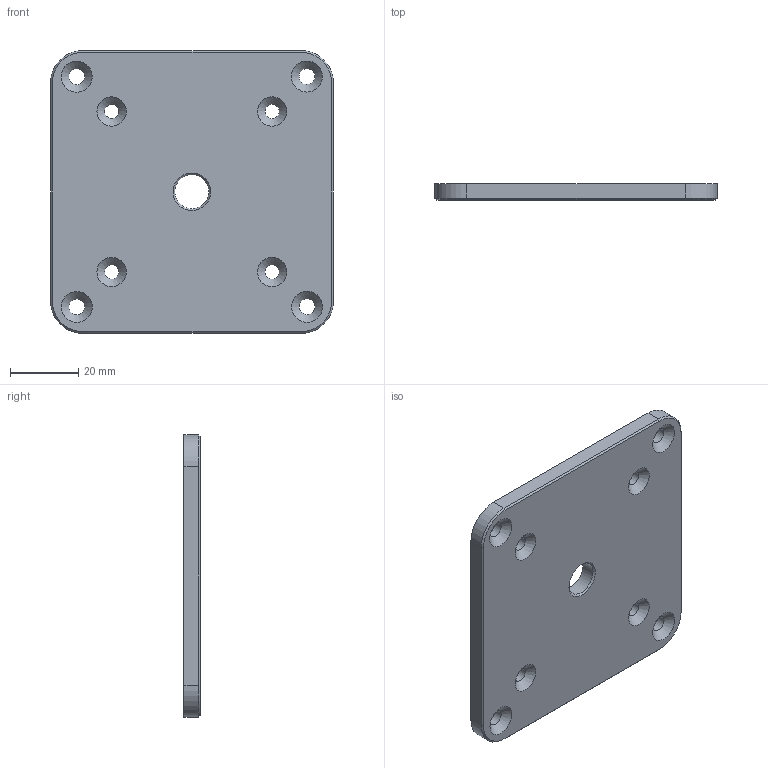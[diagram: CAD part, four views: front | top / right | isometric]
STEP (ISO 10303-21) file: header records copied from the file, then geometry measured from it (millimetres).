
FILE_DESCRIPTION(/* description */ (''),/* implementation_level */ '2;1');
FILE_NAME(/* name */ 'motorHangPlate_v7.step',/* time_stamp */ '2025-07-02T19:28:01-07:00',/* author */ (''),/* organization */ (''),/* preprocessor_version */ 'ST-DEVELOPER v20.1',/* originating_system */ 'Autodesk Translation Framework v14.10.0.0',/* authorisation */ '');
FILE_SCHEMA (('AUTOMOTIVE_DESIGN { 1 0 10303 214 3 1 1 }'));
Length unit declared in the file: millimetre
Products named in the file (1): 2025-06-24-18-44-07-871
Bounding box: 83 x 4.75 x 83 mm (x, y, z)
Volume: 30985.6 mm3; surface area: 15200.9 mm2
Topology: 1 solids, 1 shells, 36 faces, 85 edges, 51 vertices
Faces by surface type: cone 13, cylinder 13, plane 10
Full cylindrical faces by diameter (mm): 4.2 x4, 4.7 x4, 10 x1
Entity records: 1101 total; most frequent: DIRECTION 198, CARTESIAN_POINT 173, ORIENTED_EDGE 170, EDGE_CURVE 85, AXIS2_PLACEMENT_3D 76, EDGE_LOOP 54, VERTEX_POINT 51, LINE 46
